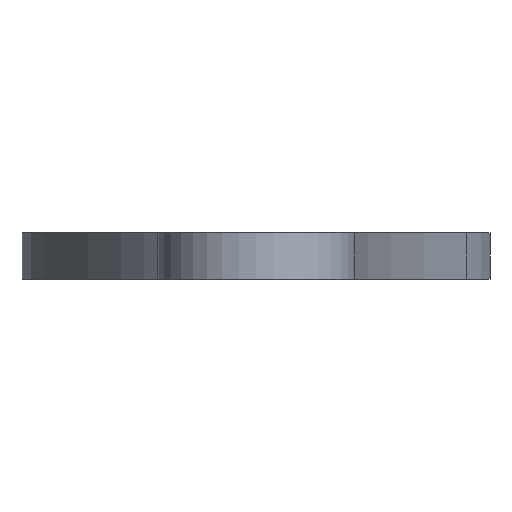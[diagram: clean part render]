
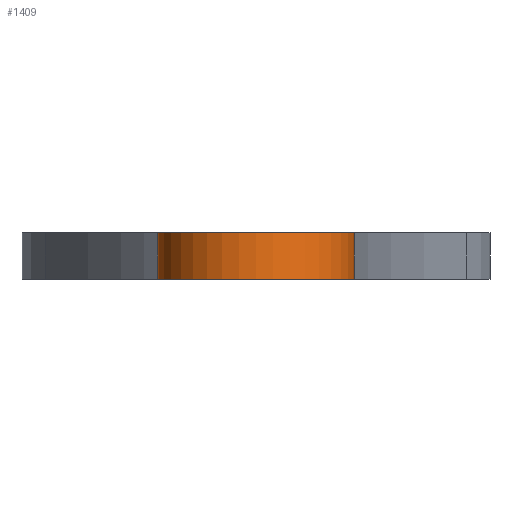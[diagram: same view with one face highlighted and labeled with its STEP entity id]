
A CAD part, left-side view. The second image highlights one B-rep face of the part: STEP entity #1409.
In plain terms, the highlighted cylindrical face has radius 3.321 mm (diameter 6.642 mm), a partial arc.
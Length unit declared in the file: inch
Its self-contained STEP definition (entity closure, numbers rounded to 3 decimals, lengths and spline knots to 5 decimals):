
#196=FACE_OUTER_BOUND('',#273,.T.);
#273=EDGE_LOOP('',(#916,#917,#918,#919));
#357=LINE('',#1719,#455);
#358=LINE('',#1722,#456);
#455=VECTOR('',#1548,39.37008);
#456=VECTOR('',#1551,39.37008);
#554=CIRCLE('',#1503,0.13075);
#555=CIRCLE('',#1504,0.13075);
#564=VERTEX_POINT('',#1715);
#565=VERTEX_POINT('',#1716);
#566=VERTEX_POINT('',#1718);
#567=VERTEX_POINT('',#1720);
#705=EDGE_CURVE('',#564,#565,#554,.T.);
#706=EDGE_CURVE('',#564,#566,#357,.T.);
#707=EDGE_CURVE('',#566,#567,#555,.T.);
#708=EDGE_CURVE('',#565,#567,#358,.T.);
#916=ORIENTED_EDGE('',*,*,#705,.F.);
#917=ORIENTED_EDGE('',*,*,#706,.T.);
#918=ORIENTED_EDGE('',*,*,#707,.T.);
#919=ORIENTED_EDGE('',*,*,#708,.F.);
#1333=CYLINDRICAL_SURFACE('',#1502,0.13075);
#1409=ADVANCED_FACE('',(#196),#1333,.T.);
#1502=AXIS2_PLACEMENT_3D('',#1714,#1544,#1545);
#1503=AXIS2_PLACEMENT_3D('',#1717,#1546,#1547);
#1504=AXIS2_PLACEMENT_3D('',#1721,#1549,#1550);
#1544=DIRECTION('center_axis',(0.,0.,-1.));
#1545=DIRECTION('ref_axis',(-1.,0.,0.));
#1546=DIRECTION('center_axis',(0.,0.,1.));
#1547=DIRECTION('ref_axis',(1.,0.,0.));
#1548=DIRECTION('',(0.,0.,-1.));
#1549=DIRECTION('center_axis',(0.,0.,1.));
#1550=DIRECTION('ref_axis',(1.,0.,0.));
#1551=DIRECTION('',(0.,0.,-1.));
#1714=CARTESIAN_POINT('Origin',(-0.6875,0.,0.0625));
#1715=CARTESIAN_POINT('',(-0.6875,0.13075,0.0625));
#1716=CARTESIAN_POINT('',(-0.6875,-0.13075,0.0625));
#1717=CARTESIAN_POINT('Origin',(-0.6875,0.,0.0625));
#1718=CARTESIAN_POINT('',(-0.6875,0.13075,0.));
#1719=CARTESIAN_POINT('',(-0.6875,0.13075,0.0625));
#1720=CARTESIAN_POINT('',(-0.6875,-0.13075,0.));
#1721=CARTESIAN_POINT('Origin',(-0.6875,0.,0.));
#1722=CARTESIAN_POINT('',(-0.6875,-0.13075,0.0625));
